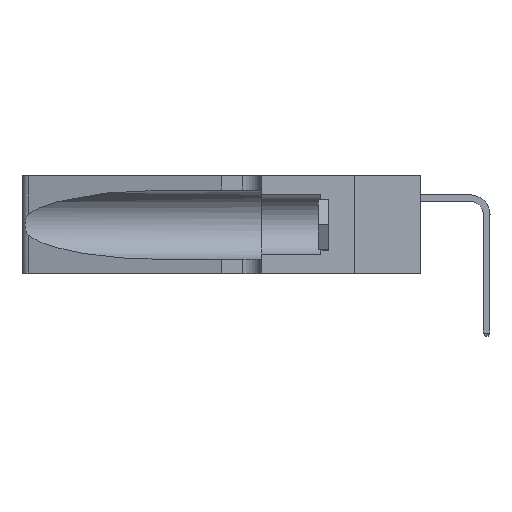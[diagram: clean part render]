
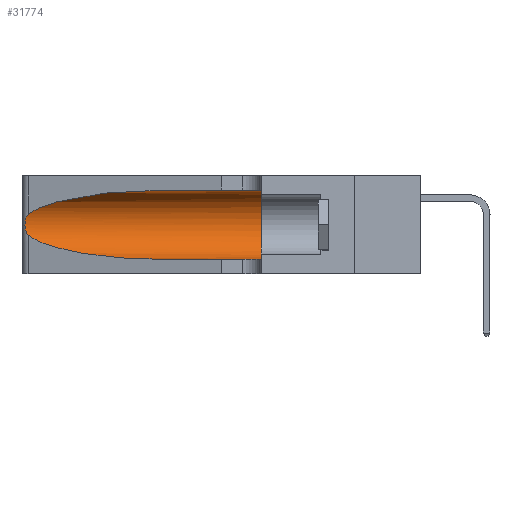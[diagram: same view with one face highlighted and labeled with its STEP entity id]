
A CAD part, left-side view. The second image highlights one B-rep face of the part: STEP entity #31774.
In plain terms, the highlighted cylindrical face has radius 3.308 mm (diameter 6.617 mm), a partial arc.
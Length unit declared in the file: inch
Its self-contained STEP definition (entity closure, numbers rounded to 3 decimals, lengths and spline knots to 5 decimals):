
#102 = CARTESIAN_POINT ( 'NONE',  ( 0.18966, 0.96281, 0.31525 ) ) ;
#2911 = CARTESIAN_POINT ( 'NONE',  ( 0.25789, 1.23486, 0.15765 ) ) ;
#2946 = CARTESIAN_POINT ( 'NONE',  ( 0.25487, 1.22718, 0.14631 ) ) ;
#6009 = FACE_OUTER_BOUND ( 'NONE', #19060, .T. ) ;
#6135 = CIRCLE ( 'NONE', #32524, 0.13025 ) ;
#6427 = CARTESIAN_POINT ( 'NONE',  ( 0.25555, 1.22993, 0.14849 ) ) ;
#6623 = VERTEX_POINT ( 'NONE', #33127 ) ;
#7198 = CARTESIAN_POINT ( 'NONE',  ( 0.2373, 1.15595, 0.28018 ) ) ;
#11677 = VERTEX_POINT ( 'NONE', #21882 ) ;
#12780 = ORIENTED_EDGE ( 'NONE', *, *, #29007, .T. ) ;
#13420 = CARTESIAN_POINT ( 'NONE',  ( 0.25787, 1.23484, 0.2124 ) ) ;
#13693 = EDGE_CURVE ( 'NONE', #15185, #11677, #6135, .T. ) ;
#14249 = DIRECTION ( 'NONE',  ( 0., 1., 0. ) ) ;
#15185 = VERTEX_POINT ( 'NONE', #35290 ) ;
#15372 = CARTESIAN_POINT ( 'NONE',  ( 0.25487, 1.22718, 0.14631 ) ) ;
#15844 = ORIENTED_EDGE ( 'NONE', *, *, #16909, .T. ) ;
#16909 = EDGE_CURVE ( 'NONE', #38791, #32453, #38950, .T. ) ;
#17009 = CARTESIAN_POINT ( 'NONE',  ( 0.26018, 1.23835, 0.19895 ) ) ;
#17266 = DIRECTION ( 'NONE',  ( 0., -1., 0. ) ) ;
#17562 =( BOUNDED_CURVE ( )  B_SPLINE_CURVE ( 3, ( #15372, #36435, #43422, #22489 ),
 .UNSPECIFIED., .F., .F. ) 
 B_SPLINE_CURVE_WITH_KNOTS ( ( 4, 4 ),
 ( 3.44316, 4.71239 ),
 .UNSPECIFIED. ) 
 CURVE ( )  GEOMETRIC_REPRESENTATION_ITEM ( )  RATIONAL_B_SPLINE_CURVE ( ( 1., 0.87, 0.87, 1. ) ) 
 REPRESENTATION_ITEM ( '' )  );
#17892 = EDGE_CURVE ( 'NONE', #42653, #38791, #37235, .T. ) ;
#17928 = CARTESIAN_POINT ( 'NONE',  ( 0.1305, 1.61858, 0.185 ) ) ;
#19060 = EDGE_LOOP ( 'NONE', ( #45313, #15844, #38408, #12780, #22313, #41514 ) ) ;
#19312 = CARTESIAN_POINT ( 'NONE',  ( 0.1305, 1.61858, 0.31525 ) ) ;
#20374 = CARTESIAN_POINT ( 'NONE',  ( 0.25639, 1.23184, 0.21858 ) ) ;
#20534 = CARTESIAN_POINT ( 'NONE',  ( 0.26075, 1.23896, 0.178 ) ) ;
#21381 = CARTESIAN_POINT ( 'NONE',  ( 0.25487, 1.22718, 0.22369 ) ) ;
#21479 = DIRECTION ( 'NONE',  ( 0., -1., 0. ) ) ;
#21882 = CARTESIAN_POINT ( 'NONE',  ( 0.1305, 0.35, 0.05475 ) ) ;
#22313 = ORIENTED_EDGE ( 'NONE', *, *, #13693, .F. ) ;
#22489 = CARTESIAN_POINT ( 'NONE',  ( 0.1305, 0.72297, 0.05475 ) ) ;
#24086 = CARTESIAN_POINT ( 'NONE',  ( 0.25856, 1.23593, 0.16098 ) ) ;
#24828 = CARTESIAN_POINT ( 'NONE',  ( 0.1305, 0.72297, 0.31525 ) ) ;
#25259 = LINE ( 'NONE', #19312, #35725 ) ;
#27438 = CARTESIAN_POINT ( 'NONE',  ( 0.25555, 1.22994, 0.2215 ) ) ;
#27593 = CARTESIAN_POINT ( 'NONE',  ( 0.25639, 1.23186, 0.15144 ) ) ;
#28550 = DIRECTION ( 'NONE',  ( 0., 0., -1. ) ) ;
#29007 = EDGE_CURVE ( 'NONE', #6623, #11677, #32851, .T. ) ;
#31167 = CARTESIAN_POINT ( 'NONE',  ( 0.25487, 1.22718, 0.14631 ) ) ;
#31774 = ADVANCED_FACE ( 'NONE', ( #6009 ), #41257, .F. ) ;
#31950 = CARTESIAN_POINT ( 'NONE',  ( 0.25487, 1.22718, 0.22369 ) ) ;
#32453 = VERTEX_POINT ( 'NONE', #2946 ) ;
#32524 = AXIS2_PLACEMENT_3D ( 'NONE', #35361, #14249, #38837 ) ;
#32797 = EDGE_CURVE ( 'NONE', #42653, #15185, #25259, .T. ) ;
#32851 = LINE ( 'NONE', #42384, #43157 ) ;
#33127 = CARTESIAN_POINT ( 'NONE',  ( 0.1305, 0.72297, 0.05475 ) ) ;
#33382 = AXIS2_PLACEMENT_3D ( 'NONE', #17928, #21479, #28550 ) ;
#34547 = CARTESIAN_POINT ( 'NONE',  ( 0.25487, 1.22718, 0.22369 ) ) ;
#35290 = CARTESIAN_POINT ( 'NONE',  ( 0.1305, 0.35, 0.31525 ) ) ;
#35361 = CARTESIAN_POINT ( 'NONE',  ( 0.1305, 0.35, 0.185 ) ) ;
#35725 = VECTOR ( 'NONE', #43788, 39.37008 ) ;
#36435 = CARTESIAN_POINT ( 'NONE',  ( 0.2373, 1.15595, 0.08982 ) ) ;
#37235 =( BOUNDED_CURVE ( )  B_SPLINE_CURVE ( 3, ( #24828, #102, #7198, #31950 ),
 .UNSPECIFIED., .F., .F. ) 
 B_SPLINE_CURVE_WITH_KNOTS ( ( 4, 4 ),
 ( 1.5708, 2.84003 ),
 .UNSPECIFIED. ) 
 CURVE ( )  GEOMETRIC_REPRESENTATION_ITEM ( )  RATIONAL_B_SPLINE_CURVE ( ( 1., 0.87, 0.87, 1. ) ) 
 REPRESENTATION_ITEM ( '' )  );
#38026 = CARTESIAN_POINT ( 'NONE',  ( 0.25854, 1.2359, 0.20912 ) ) ;
#38337 = EDGE_CURVE ( 'NONE', #32453, #6623, #17562, .T. ) ;
#38408 = ORIENTED_EDGE ( 'NONE', *, *, #38337, .T. ) ;
#38791 = VERTEX_POINT ( 'NONE', #21381 ) ;
#38837 = DIRECTION ( 'NONE',  ( 0., 0., 1. ) ) ;
#38950 = B_SPLINE_CURVE_WITH_KNOTS ( 'NONE', 3,
 ( #34547, #27438, #20374, #13420, #38026, #17009, #41506, #20534, #45014, #24086, #2911, #27593, #6427, #31167 ),
 .UNSPECIFIED., .F., .F.,
 ( 4, 2, 2, 2, 2, 2, 4 ),
 ( 0., 0.00027, 0.00053, 0.00107, 0.0016, 0.00187, 0.00214 ),
 .UNSPECIFIED. ) ;
#41257 = CYLINDRICAL_SURFACE ( 'NONE', #33382, 0.13025 ) ;
#41506 = CARTESIAN_POINT ( 'NONE',  ( 0.26075, 1.23896, 0.19203 ) ) ;
#41514 = ORIENTED_EDGE ( 'NONE', *, *, #32797, .F. ) ;
#42384 = CARTESIAN_POINT ( 'NONE',  ( 0.1305, 1.61858, 0.05475 ) ) ;
#42653 = VERTEX_POINT ( 'NONE', #43043 ) ;
#43043 = CARTESIAN_POINT ( 'NONE',  ( 0.1305, 0.72297, 0.31525 ) ) ;
#43157 = VECTOR ( 'NONE', #17266, 39.37008 ) ;
#43422 = CARTESIAN_POINT ( 'NONE',  ( 0.18966, 0.96281, 0.05475 ) ) ;
#43788 = DIRECTION ( 'NONE',  ( 0., -1., 0. ) ) ;
#45014 = CARTESIAN_POINT ( 'NONE',  ( 0.26017, 1.23833, 0.17102 ) ) ;
#45313 = ORIENTED_EDGE ( 'NONE', *, *, #17892, .T. ) ;
